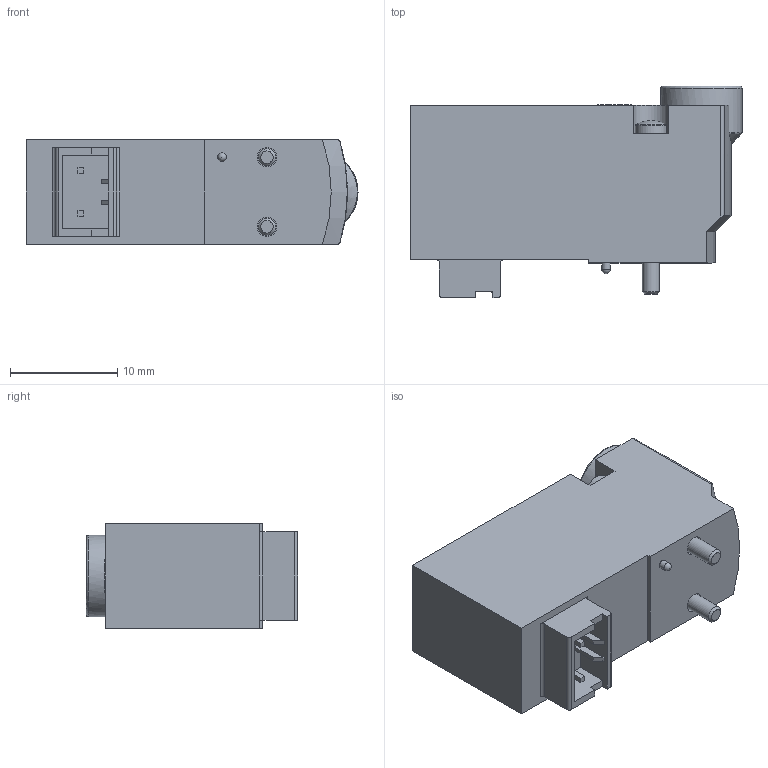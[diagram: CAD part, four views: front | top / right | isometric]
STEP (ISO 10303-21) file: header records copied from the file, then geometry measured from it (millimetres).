
FILE_DESCRIPTION(/* description */ ('STEP AP214'),/* implementation_level */ '2;1');
FILE_NAME(/* name */ '197051_MHP1-M4H-2_2G-M3-PI',/* time_stamp */ '2024-09-06T14:52:54+02:00',/* author */ ('License CC BY-ND 4.0'),/* organization */ ('CADENAS'),/* preprocessor_version */ 'ST-DEVELOPER v19.3',/* originating_system */ 'PARTsolutions',/* authorisation */ ' ');
FILE_SCHEMA (('AUTOMOTIVE_DESIGN {1 0 10303 214 3 1 1}'));
Length unit declared in the file: millimetre
Products named in the file (3): 197051 MHP1-M4H-2/2G-M3-PI; 197051 MHP1-M4H-2/2G-M3-PI---(P); 645502 M1.6X15
Assembly tree (3 placements, depth 2):
  197051 MHP1-M4H-2/2G-M3-PI
    197051 MHP1-M4H-2/2G-M3-PI---(P)
    645502 M1.6X15  x2
Bounding box: 31 x 19.75 x 9.8 mm (x, y, z)
Volume: 4262 mm3; surface area: 2312.9 mm2
Topology: 3 solids, 3 shells, 127 faces, 310 edges, 198 vertices
Faces by surface type: plane 85, cylinder 23, torus 10, cone 8, sphere 1
Full cylindrical faces by diameter (mm): 0.8 x1, 1.3 x2, 1.6 x2, 1.8 x2, 2.459 x1, 2.9 x2, 3.1 x1, 3.4 x1, 7.6 x1
Entity records: 3485 total; most frequent: CARTESIAN_POINT 560, DIRECTION 470, ORIENTED_EDGE 460, EDGE_CURVE 230, VERTEX_POINT 159, LINE 158, VECTOR 158, AXIS2_PLACEMENT_3D 156
